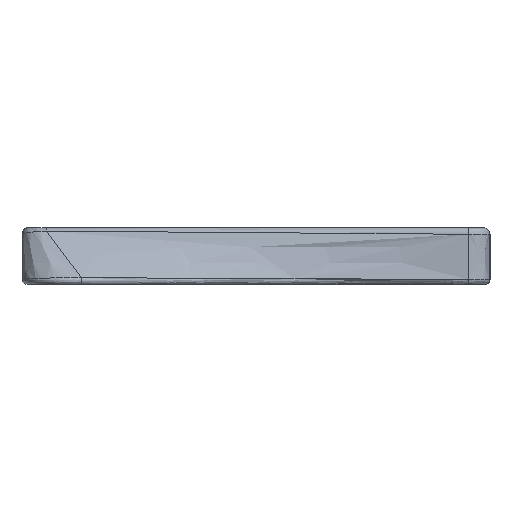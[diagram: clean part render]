
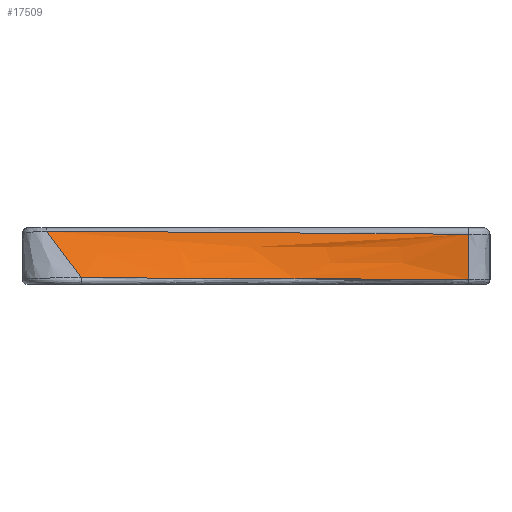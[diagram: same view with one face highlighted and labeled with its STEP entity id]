
A CAD part, left-side view. The second image highlights one B-rep face of the part: STEP entity #17509.
In plain terms, the highlighted free-form (B-spline) face has degree [3, 3] with [8, 4] control points.
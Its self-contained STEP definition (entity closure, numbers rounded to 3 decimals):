
#24=B_SPLINE_SURFACE_WITH_KNOTS('',3,3,((#29439,#29440,#29441,#29442),(#29443,
#29444,#29445,#29446),(#29447,#29448,#29449,#29450),(#29451,#29452,#29453,
#29454),(#29455,#29456,#29457,#29458),(#29459,#29460,#29461,#29462),(#29463,
#29464,#29465,#29466),(#29467,#29468,#29469,#29470)),.UNSPECIFIED.,.F.,
 .F.,.F.,(4,1,1,1,1,4),(4,4),(0.048,0.184,0.32,
0.456,0.592,1.),(0.062,0.912),
 .UNSPECIFIED.);
#249=B_SPLINE_CURVE_WITH_KNOTS('',3,(#28855,#28856,#28857,#28858,#28859,
#28860,#28861,#28862,#28863,#28864,#28865,#28866,#28867),.UNSPECIFIED.,
 .F.,.F.,(4,1,1,1,1,1,1,1,1,1,4),(36.412,36.469,36.525,
36.638,36.863,37.314,37.765,38.216,
40.02,43.627,49.039),.UNSPECIFIED.);
#259=B_SPLINE_CURVE_WITH_KNOTS('',3,(#29413,#29414,#29415,#29416),
 .UNSPECIFIED.,.F.,.F.,(4,4),(0.2,1.55),
 .UNSPECIFIED.);
#262=B_SPLINE_CURVE_WITH_KNOTS('',3,(#29473,#29474,#29475,#29476,#29477,
#29478,#29479,#29480,#29481,#29482),.UNSPECIFIED.,.F.,.F.,(4,1,1,1,1,1,
1,4),(-66.295,-64.618,-61.265,-57.911,
-56.234,-55.396,-54.977,-54.557),
 .UNSPECIFIED.);
#1989=FACE_OUTER_BOUND('',#3025,.T.);
#3025=EDGE_LOOP('',(#13705,#13706,#13707,#13708));
#4627=LINE('',#29472,#6319);
#6319=VECTOR('',#22709,27.462);
#8265=VERTEX_POINT('',#28741);
#8266=VERTEX_POINT('',#28847);
#8271=VERTEX_POINT('',#29412);
#8273=VERTEX_POINT('',#29471);
#10328=EDGE_CURVE('',#8265,#8266,#249,.T.);
#10338=EDGE_CURVE('',#8266,#8271,#259,.T.);
#10341=EDGE_CURVE('',#8265,#8273,#4627,.T.);
#10342=EDGE_CURVE('',#8271,#8273,#262,.T.);
#13705=ORIENTED_EDGE('',*,*,#10328,.F.);
#13706=ORIENTED_EDGE('',*,*,#10341,.T.);
#13707=ORIENTED_EDGE('',*,*,#10342,.F.);
#13708=ORIENTED_EDGE('',*,*,#10338,.F.);
#17509=ADVANCED_FACE('',(#1989),#24,.T.);
#22709=DIRECTION('',(-0.635,-0.462,-0.619));
#28741=CARTESIAN_POINT('',(-11.548,3.144,6.754));
#28847=CARTESIAN_POINT('',(-10.48,-122.997,5.803));
#28855=CARTESIAN_POINT('Ctrl Pts',(-11.548,3.144,6.754));
#28856=CARTESIAN_POINT('Ctrl Pts',(-11.552,2.991,6.744));
#28857=CARTESIAN_POINT('Ctrl Pts',(-11.549,2.616,6.737));
#28858=CARTESIAN_POINT('Ctrl Pts',(-11.544,1.877,6.723));
#28859=CARTESIAN_POINT('Ctrl Pts',(-11.533,0.575,6.706));
#28860=CARTESIAN_POINT('Ctrl Pts',(-11.512,-2.057,
6.674));
#28861=CARTESIAN_POINT('Ctrl Pts',(-11.482,-5.822,
6.632));
#28862=CARTESIAN_POINT('Ctrl Pts',(-11.445,-10.288,
6.582));
#28863=CARTESIAN_POINT('Ctrl Pts',(-11.366,-19.342,
6.484));
#28864=CARTESIAN_POINT('Ctrl Pts',(-11.18,-38.847,6.273));
#28865=CARTESIAN_POINT('Ctrl Pts',(-10.751,-74.938,5.935));
#28866=CARTESIAN_POINT('Ctrl Pts',(-10.507,-104.944,5.817));
#28867=CARTESIAN_POINT('Ctrl Pts',(-10.48,-122.997,5.803));
#29412=CARTESIAN_POINT('',(-10.519,-123.076,-7.698));
#29413=CARTESIAN_POINT('Ctrl Pts',(-10.48,-122.997,
5.803));
#29414=CARTESIAN_POINT('Ctrl Pts',(-10.491,-123.02,
1.302));
#29415=CARTESIAN_POINT('Ctrl Pts',(-10.504,-123.046,-3.198));
#29416=CARTESIAN_POINT('Ctrl Pts',(-10.519,-123.076,
-7.698));
#29439=CARTESIAN_POINT('Ctrl Pts',(-10.478,-122.965,
6.754));
#29440=CARTESIAN_POINT('Ctrl Pts',(-10.49,-123.131,
1.937));
#29441=CARTESIAN_POINT('Ctrl Pts',(-10.502,-123.297,
-2.88));
#29442=CARTESIAN_POINT('Ctrl Pts',(-10.514,-123.463,-7.698));
#29443=CARTESIAN_POINT('Ctrl Pts',(-10.483,-116.456,
6.754));
#29444=CARTESIAN_POINT('Ctrl Pts',(-10.518,-116.796,
1.937));
#29445=CARTESIAN_POINT('Ctrl Pts',(-10.555,-117.137,
-2.88));
#29446=CARTESIAN_POINT('Ctrl Pts',(-10.59,-117.477,
-7.698));
#29447=CARTESIAN_POINT('Ctrl Pts',(-10.51,-102.154,
6.754));
#29448=CARTESIAN_POINT('Ctrl Pts',(-10.669,-102.93,
1.937));
#29449=CARTESIAN_POINT('Ctrl Pts',(-10.827,-103.705,
-2.88));
#29450=CARTESIAN_POINT('Ctrl Pts',(-10.986,-104.481,
-7.698));
#29451=CARTESIAN_POINT('Ctrl Pts',(-10.614,-78.685,
6.754));
#29452=CARTESIAN_POINT('Ctrl Pts',(-11.257,-80.263,
1.937));
#29453=CARTESIAN_POINT('Ctrl Pts',(-11.899,-81.843,
-2.88));
#29454=CARTESIAN_POINT('Ctrl Pts',(-12.541,-83.421,
-7.698));
#29455=CARTESIAN_POINT('Ctrl Pts',(-10.785,-55.039,
6.754));
#29456=CARTESIAN_POINT('Ctrl Pts',(-12.213,-57.467,
1.937));
#29457=CARTESIAN_POINT('Ctrl Pts',(-13.64,-59.895,
-2.88));
#29458=CARTESIAN_POINT('Ctrl Pts',(-15.067,-62.323,-7.698));
#29459=CARTESIAN_POINT('Ctrl Pts',(-11.149,-18.393,
6.754));
#29460=CARTESIAN_POINT('Ctrl Pts',(-14.25,-22.113,1.937));
#29461=CARTESIAN_POINT('Ctrl Pts',(-17.355,-25.834,
-2.88));
#29462=CARTESIAN_POINT('Ctrl Pts',(-20.456,-29.554,-7.698));
#29463=CARTESIAN_POINT('Ctrl Pts',(-11.482,1.606,6.754));
#29464=CARTESIAN_POINT('Ctrl Pts',(-16.121,-2.622,1.937));
#29465=CARTESIAN_POINT('Ctrl Pts',(-20.754,-6.857,
-2.88));
#29466=CARTESIAN_POINT('Ctrl Pts',(-25.394,-11.085,-7.698));
#29467=CARTESIAN_POINT('Ctrl Pts',(-11.548,3.144,6.754));
#29468=CARTESIAN_POINT('Ctrl Pts',(-16.489,-0.453,
1.937));
#29469=CARTESIAN_POINT('Ctrl Pts',(-21.43,-4.05,
-2.88));
#29470=CARTESIAN_POINT('Ctrl Pts',(-26.371,-7.646,
-7.698));
#29471=CARTESIAN_POINT('',(-25.868,-7.28,-7.207));
#29472=CARTESIAN_POINT('',(-10.475,3.925,7.8));
#29473=CARTESIAN_POINT('Ctrl Pts',(-10.519,-123.076,
-7.698));
#29474=CARTESIAN_POINT('Ctrl Pts',(-10.594,-117.496,
-7.693));
#29475=CARTESIAN_POINT('Ctrl Pts',(-11.112,-100.799,
-7.664));
#29476=CARTESIAN_POINT('Ctrl Pts',(-13.416,-73.004,
-7.528));
#29477=CARTESIAN_POINT('Ctrl Pts',(-17.515,-45.413,
-7.353));
#29478=CARTESIAN_POINT('Ctrl Pts',(-21.329,-26.26,
-7.267));
#29479=CARTESIAN_POINT('Ctrl Pts',(-23.49,-16.733,-7.233));
#29480=CARTESIAN_POINT('Ctrl Pts',(-24.809,-11.318,
-7.217));
#29481=CARTESIAN_POINT('Ctrl Pts',(-25.499,-8.609,-7.21));
#29482=CARTESIAN_POINT('Ctrl Pts',(-25.868,-7.28,
-7.207));
